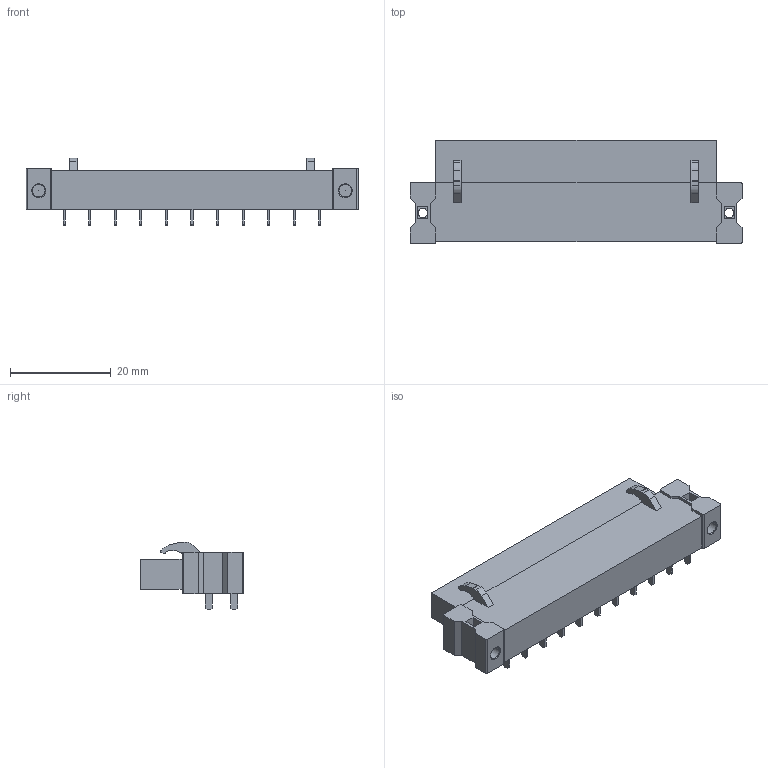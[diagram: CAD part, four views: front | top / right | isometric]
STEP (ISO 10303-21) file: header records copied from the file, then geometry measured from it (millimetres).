
FILE_DESCRIPTION(('CATIA V5 STEP Exchange','CAx-IF Rec.Pracs.--- Model Styling and Organization---1.2---2011-12-15'),'2;1');
FILE_NAME ('D1457324_0_1843840000_1843840000.stp','2018-09-01T03:05:46+00:00',('none'),('Weidmueller'),'CATIA Version 5-6 Release 2014','CATIA V5 STEP AP214','none');
FILE_SCHEMA(('AUTOMOTIVE_DESIGN { 1 0 10303 214 1 1 1 1 }'));
Length unit declared in the file: millimetre
Products named in the file (1): 1843840000
Bounding box: 66.04 x 20.65 x 13.48 mm (x, y, z)
Volume: 8685.1 mm3; surface area: 4649.5 mm2
Topology: 23 solids, 23 shells, 451 faces, 1076 edges, 714 vertices
Faces by surface type: plane 379, cylinder 42, cone 30
Entity records: 11786 total; most frequent: ORIENTED_EDGE 2152, CARTESIAN_POINT 2043, DIRECTION 1580, EDGE_CURVE 1076, VECTOR 940, LINE 940, VERTEX_POINT 714, EDGE_LOOP 506
